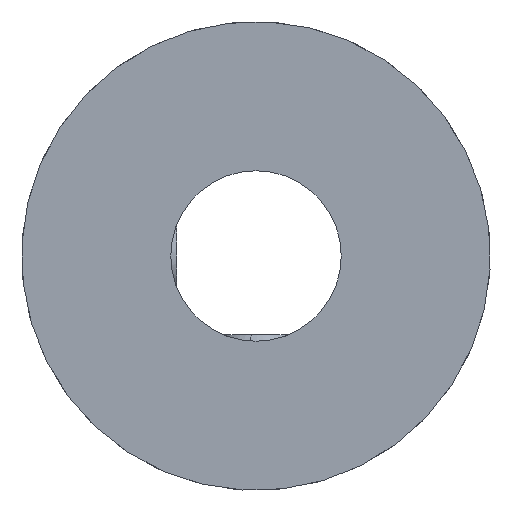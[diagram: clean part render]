
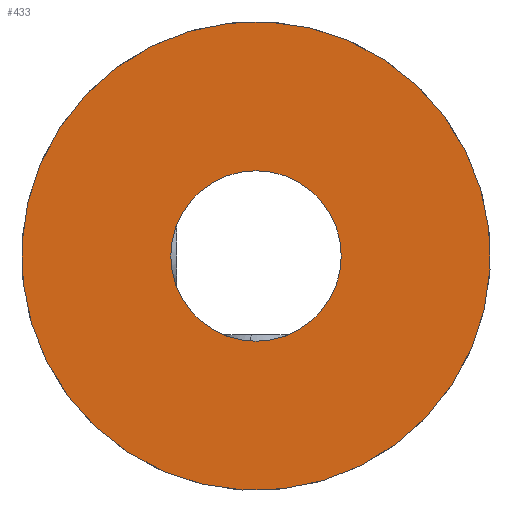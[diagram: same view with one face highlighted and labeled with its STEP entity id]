
A CAD part, left-side view. The second image highlights one B-rep face of the part: STEP entity #433.
In plain terms, the highlighted planar face has unit normal (-1, 0, 0).
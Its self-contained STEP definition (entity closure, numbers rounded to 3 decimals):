
#101 = CIRCLE ( 'NONE', #5787, 11. ) ;
#159 = CIRCLE ( 'NONE', #6687, 4. ) ;
#179 = ORIENTED_EDGE ( 'NONE', *, *, #2035, .T. ) ;
#291 = CARTESIAN_POINT ( 'NONE',  ( 158.338, 6.031, -9.199 ) ) ;
#433 = ADVANCED_FACE ( 'NONE', ( #6367, #1006 ), #8314, .F. ) ;
#523 = EDGE_LOOP ( 'NONE', ( #3456, #3845 ) ) ;
#705 = EDGE_CURVE ( 'NONE', #7626, #8505, #159, .T. ) ;
#1006 = FACE_BOUND ( 'NONE', #8228, .T. ) ;
#1169 = DIRECTION ( 'NONE',  ( 0., 0.548, -0.836 ) ) ;
#1235 = VERTEX_POINT ( 'NONE', #291 ) ;
#1336 = DIRECTION ( 'NONE',  ( 1., 0., 0. ) ) ;
#1681 = DIRECTION ( 'NONE',  ( 1., 0., 0. ) ) ;
#1834 = CIRCLE ( 'NONE', #7535, 4. ) ;
#1835 = DIRECTION ( 'NONE',  ( 0., 1., 0. ) ) ;
#2002 = EDGE_CURVE ( 'NONE', #1235, #3058, #3634, .T. ) ;
#2035 = EDGE_CURVE ( 'NONE', #8505, #7626, #1834, .T. ) ;
#2555 = DIRECTION ( 'NONE',  ( -1., 0., 0. ) ) ;
#3058 = VERTEX_POINT ( 'NONE', #8390 ) ;
#3422 = DIRECTION ( 'NONE',  ( 0., 0., 1. ) ) ;
#3456 = ORIENTED_EDGE ( 'NONE', *, *, #2002, .T. ) ;
#3469 = AXIS2_PLACEMENT_3D ( 'NONE', #4495, #4403, #1835 ) ;
#3634 = CIRCLE ( 'NONE', #6579, 11. ) ;
#3845 = ORIENTED_EDGE ( 'NONE', *, *, #6827, .T. ) ;
#4403 = DIRECTION ( 'NONE',  ( 1., 0., 0. ) ) ;
#4486 = CARTESIAN_POINT ( 'NONE',  ( 158.338, 0., 0. ) ) ;
#4495 = CARTESIAN_POINT ( 'NONE',  ( 158.338, 0., 0. ) ) ;
#5275 = CARTESIAN_POINT ( 'NONE',  ( 158.338, 0., 4. ) ) ;
#5569 = DIRECTION ( 'NONE',  ( 0., 0., 1. ) ) ;
#5694 = CARTESIAN_POINT ( 'NONE',  ( 158.338, 0., 0. ) ) ;
#5787 = AXIS2_PLACEMENT_3D ( 'NONE', #8302, #6223, #7611 ) ;
#6223 = DIRECTION ( 'NONE',  ( -1., 0., 0. ) ) ;
#6292 = CARTESIAN_POINT ( 'NONE',  ( 158.338, 0., -4. ) ) ;
#6367 = FACE_OUTER_BOUND ( 'NONE', #523, .T. ) ;
#6579 = AXIS2_PLACEMENT_3D ( 'NONE', #4486, #2555, #1169 ) ;
#6687 = AXIS2_PLACEMENT_3D ( 'NONE', #5694, #1681, #5569 ) ;
#6827 = EDGE_CURVE ( 'NONE', #3058, #1235, #101, .T. ) ;
#7227 = CARTESIAN_POINT ( 'NONE',  ( 158.338, 0., 0. ) ) ;
#7302 = ORIENTED_EDGE ( 'NONE', *, *, #705, .T. ) ;
#7535 = AXIS2_PLACEMENT_3D ( 'NONE', #7227, #1336, #3422 ) ;
#7611 = DIRECTION ( 'NONE',  ( 0., 0.548, -0.836 ) ) ;
#7626 = VERTEX_POINT ( 'NONE', #5275 ) ;
#8228 = EDGE_LOOP ( 'NONE', ( #7302, #179 ) ) ;
#8302 = CARTESIAN_POINT ( 'NONE',  ( 158.338, 0., 0. ) ) ;
#8314 = PLANE ( 'NONE',  #3469 ) ;
#8390 = CARTESIAN_POINT ( 'NONE',  ( 158.338, -6.031, 9.199 ) ) ;
#8505 = VERTEX_POINT ( 'NONE', #6292 ) ;
